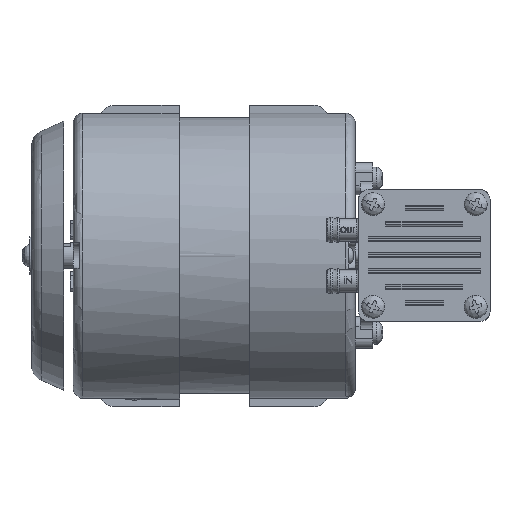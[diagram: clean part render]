
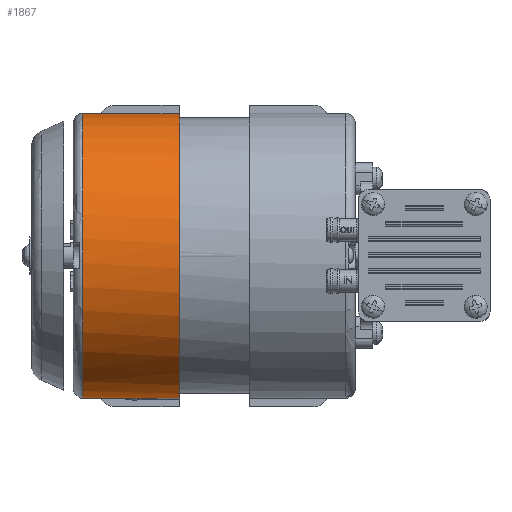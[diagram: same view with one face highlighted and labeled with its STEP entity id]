
A CAD part, top view. The second image highlights one B-rep face of the part: STEP entity #1867.
In plain terms, the highlighted cylindrical face has radius 44.5 mm (diameter 89 mm), a full revolution.
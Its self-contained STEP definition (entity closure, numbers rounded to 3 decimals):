
#112=CARTESIAN_POINT('',(3.009,0.,-44.5));
#113=VERTEX_POINT('',#112);
#114=CARTESIAN_POINT('',(3.009,0.,0.0));
#115=DIRECTION('',(1.0,0.0,0.0));
#116=DIRECTION('',(0.0,1.0,0.0));
#117=AXIS2_PLACEMENT_3D('',#114,#115,#116);
#118=CIRCLE('',#117,44.5);
#119=EDGE_CURVE('',#113,#113,#118,.T.);
#1713=CARTESIAN_POINT('',(18.009,0.,0.0));
#1714=DIRECTION('',(1.0,0.0,0.0));
#1715=DIRECTION('',(0.0,1.0,0.0));
#1716=AXIS2_PLACEMENT_3D('',#1713,#1714,#1715);
#1717=CYLINDRICAL_SURFACE('',#1716,44.5);
#1718=ORIENTED_EDGE('',*,*,#119,.T.);
#1719=EDGE_LOOP('',(#1718));
#1720=FACE_OUTER_BOUND('',#1719,.T.);
#1721=CARTESIAN_POINT('',(33.009,-40.206,-19.072));
#1722=VERTEX_POINT('',#1721);
#1723=CARTESIAN_POINT('',(33.009,34.,-28.71));
#1724=VERTEX_POINT('',#1723);
#1725=CARTESIAN_POINT('',(33.009,0.,0.0));
#1726=DIRECTION('',(-1.0,0.0,0.0));
#1727=DIRECTION('',(0.0,0.0,-1.0));
#1728=AXIS2_PLACEMENT_3D('',#1725,#1726,#1727);
#1729=CIRCLE('',#1728,44.5);
#1730=EDGE_CURVE('',#1722,#1724,#1729,.T.);
#1731=ORIENTED_EDGE('',*,*,#1730,.T.);
#1732=CARTESIAN_POINT('',(31.009,34.,-28.71));
#1733=VERTEX_POINT('',#1732);
#1734=CARTESIAN_POINT('',(33.009,34.,-28.71));
#1735=DIRECTION('',(-1.0,0.0,0.0));
#1736=VECTOR('',#1735,2.);
#1737=LINE('',#1734,#1736);
#1738=EDGE_CURVE('',#1724,#1733,#1737,.T.);
#1739=ORIENTED_EDGE('',*,*,#1738,.T.);
#1740=CARTESIAN_POINT('',(31.009,23.321,-37.899));
#1741=VERTEX_POINT('',#1740);
#1742=CARTESIAN_POINT('',(31.009,0.,0.0));
#1743=DIRECTION('',(-1.0,0.0,0.0));
#1744=DIRECTION('',(0.0,1.0,0.0));
#1745=AXIS2_PLACEMENT_3D('',#1742,#1743,#1744);
#1746=CIRCLE('',#1745,44.5);
#1747=EDGE_CURVE('',#1733,#1741,#1746,.T.);
#1748=ORIENTED_EDGE('',*,*,#1747,.T.);
#1749=CARTESIAN_POINT('',(8.009,23.321,-37.899));
#1750=VERTEX_POINT('',#1749);
#1751=CARTESIAN_POINT('',(31.009,23.321,-37.899));
#1752=DIRECTION('',(-1.0,0.0,0.0));
#1753=VECTOR('',#1752,23.);
#1754=LINE('',#1751,#1753);
#1755=EDGE_CURVE('',#1741,#1750,#1754,.T.);
#1756=ORIENTED_EDGE('',*,*,#1755,.T.);
#1757=CARTESIAN_POINT('',(8.009,-23.321,-37.899));
#1758=VERTEX_POINT('',#1757);
#1759=CARTESIAN_POINT('',(8.009,0.,0.0));
#1760=DIRECTION('',(-1.0,0.0,0.0));
#1761=DIRECTION('',(0.0,1.0,0.0));
#1762=AXIS2_PLACEMENT_3D('',#1759,#1760,#1761);
#1763=CIRCLE('',#1762,44.5);
#1764=EDGE_CURVE('',#1750,#1758,#1763,.T.);
#1765=ORIENTED_EDGE('',*,*,#1764,.T.);
#1766=CARTESIAN_POINT('',(31.009,-23.321,-37.899));
#1767=VERTEX_POINT('',#1766);
#1768=CARTESIAN_POINT('',(8.009,-23.321,-37.899));
#1769=DIRECTION('',(1.0,0.0,0.0));
#1770=VECTOR('',#1769,23.);
#1771=LINE('',#1768,#1770);
#1772=EDGE_CURVE('',#1758,#1767,#1771,.T.);
#1773=ORIENTED_EDGE('',*,*,#1772,.T.);
#1774=CARTESIAN_POINT('',(31.009,-34.0,-28.71));
#1775=VERTEX_POINT('',#1774);
#1776=CARTESIAN_POINT('',(31.009,0.,0.0));
#1777=DIRECTION('',(-1.0,0.0,0.0));
#1778=DIRECTION('',(0.0,1.0,0.0));
#1779=AXIS2_PLACEMENT_3D('',#1776,#1777,#1778);
#1780=CIRCLE('',#1779,44.5);
#1781=EDGE_CURVE('',#1767,#1775,#1780,.T.);
#1782=ORIENTED_EDGE('',*,*,#1781,.T.);
#1783=CARTESIAN_POINT('',(33.009,-34.0,-28.71));
#1784=VERTEX_POINT('',#1783);
#1785=CARTESIAN_POINT('',(31.009,-34.0,-28.71));
#1786=DIRECTION('',(1.0,0.0,0.0));
#1787=VECTOR('',#1786,2.);
#1788=LINE('',#1785,#1787);
#1789=EDGE_CURVE('',#1775,#1784,#1788,.T.);
#1790=ORIENTED_EDGE('',*,*,#1789,.T.);
#1791=CARTESIAN_POINT('',(33.009,-34.932,-27.568));
#1792=VERTEX_POINT('',#1791);
#1793=CARTESIAN_POINT('',(33.009,0.,0.0));
#1794=DIRECTION('',(-1.0,0.0,0.0));
#1795=DIRECTION('',(0.0,0.0,-1.0));
#1796=AXIS2_PLACEMENT_3D('',#1793,#1794,#1795);
#1797=CIRCLE('',#1796,44.5);
#1798=EDGE_CURVE('',#1784,#1792,#1797,.T.);
#1799=ORIENTED_EDGE('',*,*,#1798,.T.);
#1800=CARTESIAN_POINT('',(22.009,-34.932,-27.568));
#1801=VERTEX_POINT('',#1800);
#1802=CARTESIAN_POINT('',(22.009,-34.932,-27.568));
#1803=DIRECTION('',(1.0,0.0,0.0));
#1804=VECTOR('',#1803,11.);
#1805=LINE('',#1802,#1804);
#1806=EDGE_CURVE('',#1801,#1792,#1805,.T.);
#1807=ORIENTED_EDGE('',*,*,#1806,.F.);
#1808=CARTESIAN_POINT('',(19.009,-36.713,-25.148));
#1809=VERTEX_POINT('',#1808);
#1810=CARTESIAN_POINT('',(22.009,-34.932,-27.568));
#1811=CARTESIAN_POINT('',(21.704,-34.932,-27.568));
#1812=CARTESIAN_POINT('',(21.405,-34.96,-27.532));
#1813=CARTESIAN_POINT('',(21.115,-35.016,-27.461));
#1814=CARTESIAN_POINT('',(20.712,-35.094,-27.362));
#1815=CARTESIAN_POINT('',(20.339,-35.223,-27.196));
#1816=CARTESIAN_POINT('',(20.023,-35.393,-26.974));
#1817=CARTESIAN_POINT('',(19.793,-35.516,-26.812));
#1818=CARTESIAN_POINT('',(19.597,-35.658,-26.624));
#1819=CARTESIAN_POINT('',(19.439,-35.814,-26.413));
#1820=CARTESIAN_POINT('',(19.192,-36.058,-26.082));
#1821=CARTESIAN_POINT('',(19.046,-36.329,-25.703));
#1822=CARTESIAN_POINT('',(19.015,-36.603,-25.308));
#1823=CARTESIAN_POINT('',(19.011,-36.639,-25.255));
#1824=CARTESIAN_POINT('',(19.009,-36.676,-25.202));
#1825=CARTESIAN_POINT('',(19.009,-36.713,-25.148));
#1826=B_SPLINE_CURVE_WITH_KNOTS('',3,(#1810,#1811,#1812,#1813,#1814,#1815,#1816,#1817,#1818,#1819,#1820,#1821,#1822,#1823,#1824,#1825),.UNSPECIFIED.,.F.,.U.,(4,3,3,3,3,4),(0.0,0.001,0.002,0.003,0.004,0.005),.UNSPECIFIED.);
#1827=EDGE_CURVE('',#1801,#1809,#1826,.T.);
#1828=ORIENTED_EDGE('',*,*,#1827,.T.);
#1829=CARTESIAN_POINT('',(19.009,-38.83,-21.737));
#1830=VERTEX_POINT('',#1829);
#1831=CARTESIAN_POINT('',(19.009,0.,0.0));
#1832=DIRECTION('',(1.0,0.0,0.0));
#1833=DIRECTION('',(0.0,0.0,-1.0));
#1834=AXIS2_PLACEMENT_3D('',#1831,#1832,#1833);
#1835=CIRCLE('',#1834,44.5);
#1836=EDGE_CURVE('',#1830,#1809,#1835,.T.);
#1837=ORIENTED_EDGE('',*,*,#1836,.F.);
#1838=CARTESIAN_POINT('',(22.009,-40.206,-19.072));
#1839=VERTEX_POINT('',#1838);
#1840=CARTESIAN_POINT('',(19.009,-38.83,-21.737));
#1841=CARTESIAN_POINT('',(19.009,-38.979,-21.471));
#1842=CARTESIAN_POINT('',(19.055,-39.121,-21.21));
#1843=CARTESIAN_POINT('',(19.145,-39.258,-20.954));
#1844=CARTESIAN_POINT('',(19.271,-39.448,-20.597));
#1845=CARTESIAN_POINT('',(19.481,-39.619,-20.266));
#1846=CARTESIAN_POINT('',(19.761,-39.761,-19.982));
#1847=CARTESIAN_POINT('',(19.965,-39.864,-19.777));
#1848=CARTESIAN_POINT('',(20.2,-39.951,-19.601));
#1849=CARTESIAN_POINT('',(20.463,-40.02,-19.459));
#1850=CARTESIAN_POINT('',(20.871,-40.127,-19.238));
#1851=CARTESIAN_POINT('',(21.333,-40.189,-19.107));
#1852=CARTESIAN_POINT('',(21.81,-40.203,-19.078));
#1853=CARTESIAN_POINT('',(21.876,-40.205,-19.074));
#1854=CARTESIAN_POINT('',(21.943,-40.206,-19.072));
#1855=CARTESIAN_POINT('',(22.009,-40.206,-19.072));
#1856=B_SPLINE_CURVE_WITH_KNOTS('',3,(#1840,#1841,#1842,#1843,#1844,#1845,#1846,#1847,#1848,#1849,#1850,#1851,#1852,#1853,#1854,#1855),.UNSPECIFIED.,.F.,.U.,(4,3,3,3,3,4),(0.0,0.001,0.002,0.003,0.004,0.005),.UNSPECIFIED.);
#1857=EDGE_CURVE('',#1830,#1839,#1856,.T.);
#1858=ORIENTED_EDGE('',*,*,#1857,.T.);
#1859=CARTESIAN_POINT('',(22.009,-40.206,-19.072));
#1860=DIRECTION('',(1.0,0.0,0.0));
#1861=VECTOR('',#1860,11.);
#1862=LINE('',#1859,#1861);
#1863=EDGE_CURVE('',#1839,#1722,#1862,.T.);
#1864=ORIENTED_EDGE('',*,*,#1863,.T.);
#1865=EDGE_LOOP('',(#1731,#1739,#1748,#1756,#1765,#1773,#1782,#1790,#1799,#1807,#1828,#1837,#1858,#1864));
#1866=FACE_BOUND('',#1865,.T.);
#1867=ADVANCED_FACE('',(#1720,#1866),#1717,.T.);
